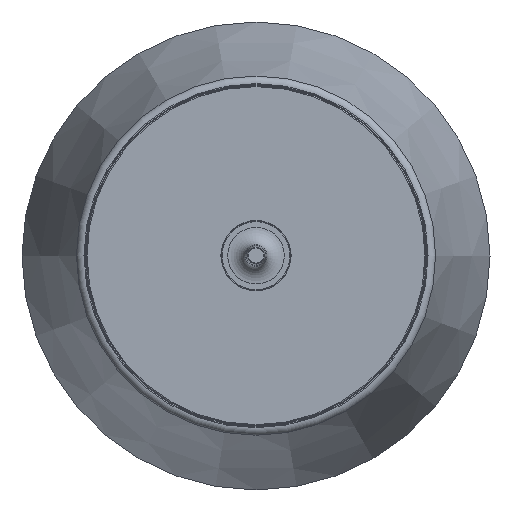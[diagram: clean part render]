
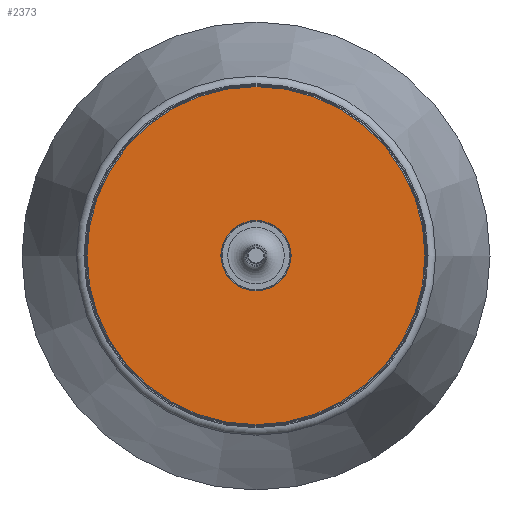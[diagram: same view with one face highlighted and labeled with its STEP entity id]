
A CAD part, top view. The second image highlights one B-rep face of the part: STEP entity #2373.
In plain terms, the highlighted planar face has unit normal (0, 0, 1).
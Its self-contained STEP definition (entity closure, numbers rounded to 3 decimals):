
#164=FACE_BOUND('',#545,.T.);
#223=PLANE('',#2660);
#370=FACE_OUTER_BOUND('',#544,.T.);
#544=EDGE_LOOP('',(#2132));
#545=EDGE_LOOP('',(#2133));
#939=CIRCLE('',#2659,15.756);
#940=CIRCLE('',#2661,75.858);
#1152=VERTEX_POINT('',#4673);
#1153=VERTEX_POINT('',#4677);
#1481=EDGE_CURVE('',#1152,#1152,#939,.T.);
#1482=EDGE_CURVE('',#1153,#1153,#940,.T.);
#2132=ORIENTED_EDGE('',*,*,#1482,.F.);
#2133=ORIENTED_EDGE('',*,*,#1481,.T.);
#2373=ADVANCED_FACE('',(#370,#164),#223,.T.);
#2659=AXIS2_PLACEMENT_3D('',#4675,#3319,#3320);
#2660=AXIS2_PLACEMENT_3D('',#4676,#3321,#3322);
#2661=AXIS2_PLACEMENT_3D('',#4678,#3323,#3324);
#3319=DIRECTION('center_axis',(0.,0.,-1.));
#3320=DIRECTION('ref_axis',(1.,0.,0.));
#3321=DIRECTION('center_axis',(0.,0.,1.));
#3322=DIRECTION('ref_axis',(1.,0.,0.));
#3323=DIRECTION('center_axis',(0.,0.,-1.));
#3324=DIRECTION('ref_axis',(1.,0.,0.));
#4673=CARTESIAN_POINT('',(15.756,0.,46.568));
#4675=CARTESIAN_POINT('Origin',(0.,0.,46.568));
#4676=CARTESIAN_POINT('Origin',(-75.858,0.,46.568));
#4677=CARTESIAN_POINT('',(75.858,0.,46.568));
#4678=CARTESIAN_POINT('Origin',(0.,0.,46.568));
